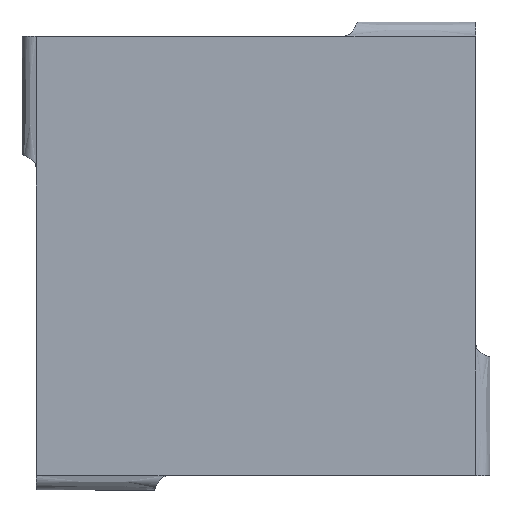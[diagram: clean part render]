
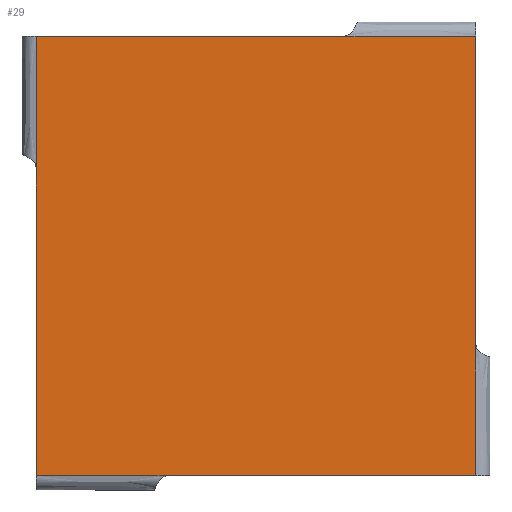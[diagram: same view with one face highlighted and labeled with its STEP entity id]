
A CAD part, top view. The second image highlights one B-rep face of the part: STEP entity #29.
In plain terms, the highlighted planar face has unit normal (0, 0, 1).
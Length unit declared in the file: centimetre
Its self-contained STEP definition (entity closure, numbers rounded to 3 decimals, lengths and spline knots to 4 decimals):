
#29=ADVANCED_FACE($,(#55),#292,.T.);
#55=FACE_OUTER_BOUND($,#81,.T.);
#81=EDGE_LOOP($,(#152,#153,#154,#155,#156,#157,#158,#159));
#152=ORIENTED_EDGE($,*,*,#204,.F.);
#153=ORIENTED_EDGE($,*,*,#240,.T.);
#154=ORIENTED_EDGE($,*,*,#244,.F.);
#155=ORIENTED_EDGE($,*,*,#243,.T.);
#156=ORIENTED_EDGE($,*,*,#228,.F.);
#157=ORIENTED_EDGE($,*,*,#242,.T.);
#158=ORIENTED_EDGE($,*,*,#216,.F.);
#159=ORIENTED_EDGE($,*,*,#241,.T.);
#204=EDGE_CURVE($,#260,#263,#318,.T.);
#216=EDGE_CURVE($,#268,#271,#330,.T.);
#228=EDGE_CURVE($,#276,#279,#342,.T.);
#240=EDGE_CURVE($,#260,#284,#354,.T.);
#241=EDGE_CURVE($,#268,#263,#355,.T.);
#242=EDGE_CURVE($,#276,#271,#356,.T.);
#243=EDGE_CURVE($,#285,#279,#357,.T.);
#244=EDGE_CURVE($,#285,#284,#358,.T.);
#260=VERTEX_POINT($,#2554);
#263=VERTEX_POINT($,#2557);
#268=VERTEX_POINT($,#2562);
#271=VERTEX_POINT($,#2565);
#276=VERTEX_POINT($,#2570);
#279=VERTEX_POINT($,#2573);
#284=VERTEX_POINT($,#2578);
#285=VERTEX_POINT($,#2579);
#292=PLANE($,#462);
#318=B_SPLINE_CURVE_WITH_KNOTS($,3,(#472,#473,#474,#475),.UNSPECIFIED.,.F.,
.F.,(4,4),(0.,30.),.UNSPECIFIED.);
#330=B_SPLINE_CURVE_WITH_KNOTS($,3,(#618,#619,#620,#621),.UNSPECIFIED.,.F.,
.F.,(4,4),(0.,30.),.UNSPECIFIED.);
#342=B_SPLINE_CURVE_WITH_KNOTS($,3,(#764,#765,#766,#767),.UNSPECIFIED.,.F.,
.F.,(4,4),(0.,30.),.UNSPECIFIED.);
#354=B_SPLINE_CURVE_WITH_KNOTS($,3,(#910,#911,#912,#913),.UNSPECIFIED.,.F.,
.F.,(4,4),(30.,100.),.UNSPECIFIED.);
#355=B_SPLINE_CURVE_WITH_KNOTS($,3,(#914,#915,#916,#917),.UNSPECIFIED.,.F.,
.F.,(4,4),(330.,400.),.UNSPECIFIED.);
#356=B_SPLINE_CURVE_WITH_KNOTS($,3,(#918,#919,#920,#921),.UNSPECIFIED.,.F.,
.F.,(4,4),(230.,300.),.UNSPECIFIED.);
#357=B_SPLINE_CURVE_WITH_KNOTS($,3,(#922,#923,#924,#925),.UNSPECIFIED.,.F.,
.F.,(4,4),(130.,200.),.UNSPECIFIED.);
#358=B_SPLINE_CURVE_WITH_KNOTS($,3,(#926,#927,#928,#929),.UNSPECIFIED.,.F.,
.F.,(4,4),(0.,30.),.UNSPECIFIED.);
#462=AXIS2_PLACEMENT_3D($,#2160,#467,$);
#467=DIRECTION($,(0.,0.,1.));
#472=CARTESIAN_POINT($,(30.,0.0012,27.5584));
#473=CARTESIAN_POINT($,(20.,0.0012,27.5584));
#474=CARTESIAN_POINT($,(10.,0.0012,27.5584));
#475=CARTESIAN_POINT($,(0.,0.0012,27.5584));
#618=CARTESIAN_POINT($,(0.0012,70.,27.5584));
#619=CARTESIAN_POINT($,(0.0012,80.,27.5584));
#620=CARTESIAN_POINT($,(0.0012,90.,27.5584));
#621=CARTESIAN_POINT($,(0.0012,100.,27.5584));
#764=CARTESIAN_POINT($,(70.,99.9988,27.5584));
#765=CARTESIAN_POINT($,(80.,99.9988,27.5584));
#766=CARTESIAN_POINT($,(90.,99.9988,27.5584));
#767=CARTESIAN_POINT($,(100.,99.9988,27.5584));
#910=CARTESIAN_POINT($,(30.,0.0012,27.5584));
#911=CARTESIAN_POINT($,(53.3333,0.0008,27.5584));
#912=CARTESIAN_POINT($,(76.6667,0.0004,27.5584));
#913=CARTESIAN_POINT($,(100.,0.,27.5584));
#914=CARTESIAN_POINT($,(0.0012,70.,27.5584));
#915=CARTESIAN_POINT($,(0.0008,46.6671,27.5584));
#916=CARTESIAN_POINT($,(0.0004,23.3341,27.5584));
#917=CARTESIAN_POINT($,(0.,0.0012,27.5584));
#918=CARTESIAN_POINT($,(70.,99.9988,27.5584));
#919=CARTESIAN_POINT($,(46.6671,99.9992,27.5584));
#920=CARTESIAN_POINT($,(23.3341,99.9996,27.5584));
#921=CARTESIAN_POINT($,(0.0012,100.,27.5584));
#922=CARTESIAN_POINT($,(100.,30.,27.5584));
#923=CARTESIAN_POINT($,(100.,53.3329,27.5584));
#924=CARTESIAN_POINT($,(100.,76.6659,27.5584));
#925=CARTESIAN_POINT($,(100.,99.9988,27.5584));
#926=CARTESIAN_POINT($,(100.,30.,27.5584));
#927=CARTESIAN_POINT($,(100.,20.,27.5584));
#928=CARTESIAN_POINT($,(100.,10.,27.5584));
#929=CARTESIAN_POINT($,(100.,0.,27.5584));
#2160=CARTESIAN_POINT($,(0.,0.,27.5584));
#2554=CARTESIAN_POINT($,(30.,0.0012,27.5584));
#2557=CARTESIAN_POINT($,(0.,0.0012,27.5584));
#2562=CARTESIAN_POINT($,(0.0012,70.,27.5584));
#2565=CARTESIAN_POINT($,(0.0012,100.,27.5584));
#2570=CARTESIAN_POINT($,(70.,99.9988,27.5584));
#2573=CARTESIAN_POINT($,(100.,99.9988,27.5584));
#2578=CARTESIAN_POINT($,(100.,0.,27.5584));
#2579=CARTESIAN_POINT($,(100.,30.,27.5584));
